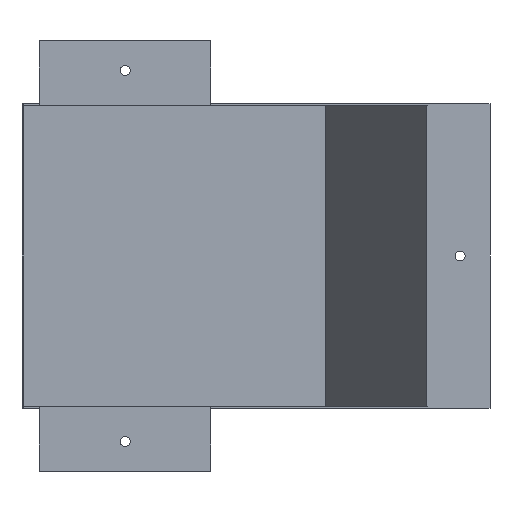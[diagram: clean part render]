
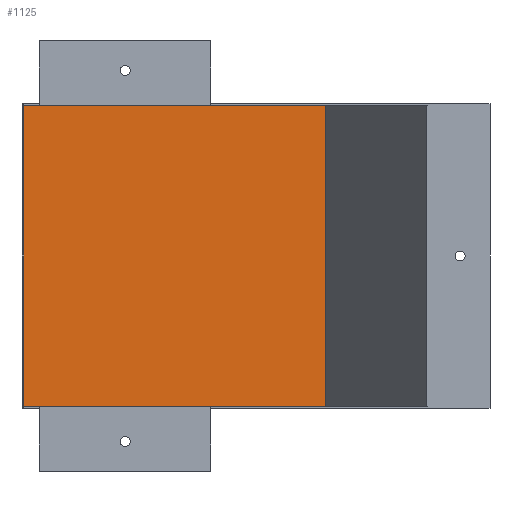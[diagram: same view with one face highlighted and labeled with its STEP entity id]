
A CAD part, front view. The second image highlights one B-rep face of the part: STEP entity #1125.
In plain terms, the highlighted planar face has unit normal (0, -1, 0).
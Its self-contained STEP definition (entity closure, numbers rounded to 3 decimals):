
#216 = EDGE_LOOP ( 'NONE', ( #387, #260, #298, #394 ) ) ;
#260 = ORIENTED_EDGE ( 'NONE', *, *, #838, .F. ) ;
#298 = ORIENTED_EDGE ( 'NONE', *, *, #846, .F. ) ;
#308 = VERTEX_POINT ( 'NONE', #1870 ) ;
#338 = VERTEX_POINT ( 'NONE', #1844 ) ;
#387 = ORIENTED_EDGE ( 'NONE', *, *, #851, .F. ) ;
#394 = ORIENTED_EDGE ( 'NONE', *, *, #847, .T. ) ;
#460 = AXIS2_PLACEMENT_3D ( 'NONE', #1258, #1249, #1248 ) ;
#570 = LINE ( 'NONE', #1628, #571 ) ;
#571 = VECTOR ( 'NONE', #1624, 1000. ) ;
#838 = EDGE_CURVE ( 'NONE', #932, #949, #1010, .T. ) ;
#846 = EDGE_CURVE ( 'NONE', #338, #932, #1026, .T. ) ;
#847 = EDGE_CURVE ( 'NONE', #338, #308, #1028, .T. ) ;
#851 = EDGE_CURVE ( 'NONE', #949, #308, #570, .T. ) ;
#932 = VERTEX_POINT ( 'NONE', #1368 ) ;
#949 = VERTEX_POINT ( 'NONE', #1357 ) ;
#1010 = LINE ( 'NONE', #1666, #1013 ) ;
#1013 = VECTOR ( 'NONE', #1662, 1000. ) ;
#1026 = LINE ( 'NONE', #1639, #1029 ) ;
#1028 = LINE ( 'NONE', #1636, #1031 ) ;
#1029 = VECTOR ( 'NONE', #1637, 1000. ) ;
#1031 = VECTOR ( 'NONE', #1634, 1000. ) ;
#1125 = ADVANCED_FACE ( 'NONE', ( #2074 ), #1251, .T. ) ;
#1248 = DIRECTION ( 'NONE',  ( 0., 0., -1. ) ) ;
#1249 = DIRECTION ( 'NONE',  ( 0., -1., 0. ) ) ;
#1251 = PLANE ( 'NONE',  #460 ) ;
#1258 = CARTESIAN_POINT ( 'NONE',  ( 0., 130.2, -153. ) ) ;
#1357 = CARTESIAN_POINT ( 'NONE',  ( 0.8, 130.2, -0.8 ) ) ;
#1368 = CARTESIAN_POINT ( 'NONE',  ( 0.8, 130.2, -152.2 ) ) ;
#1624 = DIRECTION ( 'NONE',  ( 1., 0., 0. ) ) ;
#1628 = CARTESIAN_POINT ( 'NONE',  ( 0., 130.2, -0.8 ) ) ;
#1634 = DIRECTION ( 'NONE',  ( 0., 0., 1. ) ) ;
#1636 = CARTESIAN_POINT ( 'NONE',  ( 152.552, 130.2, -153. ) ) ;
#1637 = DIRECTION ( 'NONE',  ( -1., 0., 0. ) ) ;
#1639 = CARTESIAN_POINT ( 'NONE',  ( 0., 130.2, -152.2 ) ) ;
#1662 = DIRECTION ( 'NONE',  ( 0., 0., 1. ) ) ;
#1666 = CARTESIAN_POINT ( 'NONE',  ( 0.8, 130.2, -153. ) ) ;
#1844 = CARTESIAN_POINT ( 'NONE',  ( 152.552, 130.2, -152.2 ) ) ;
#1870 = CARTESIAN_POINT ( 'NONE',  ( 152.552, 130.2, -0.8 ) ) ;
#2074 = FACE_OUTER_BOUND ( 'NONE', #216, .T. ) ;
